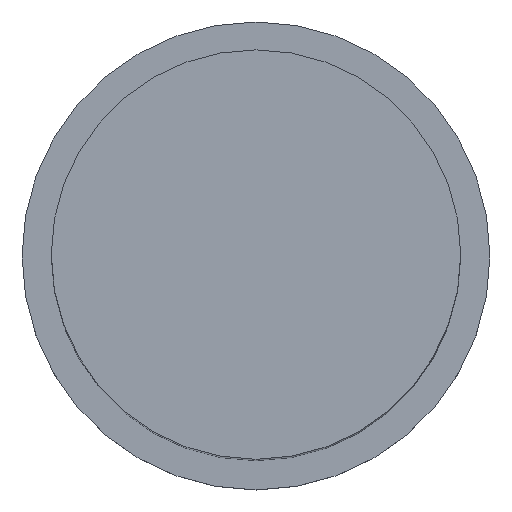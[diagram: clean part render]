
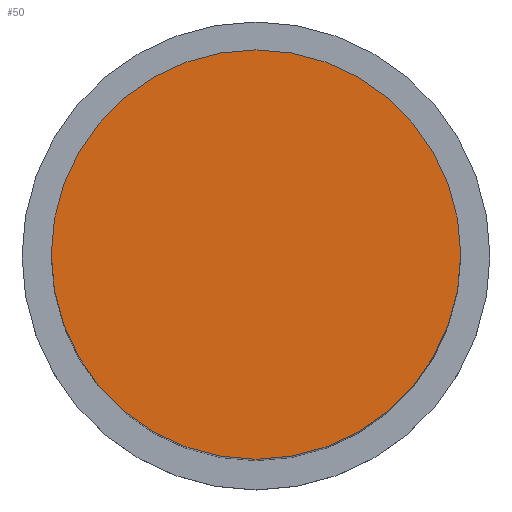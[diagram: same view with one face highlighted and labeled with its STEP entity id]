
A CAD part, top view. The second image highlights one B-rep face of the part: STEP entity #50.
In plain terms, the highlighted planar face has unit normal (0, 0, 1).
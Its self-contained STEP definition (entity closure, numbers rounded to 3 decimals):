
#50=ADVANCED_FACE('240[2]',(#129),#130,.T.);
#82=EDGE_CURVE('240[2]',#179,#179,#180,.T.);
#129=FACE_OUTER_BOUND('',#233,.T.);
#130=PLANE('',#234);
#179=VERTEX_POINT('',#362);
#180=CIRCLE('',#363,21.0);
#233=EDGE_LOOP('',(#483));
#234=AXIS2_PLACEMENT_3D('',#484,#485,#486);
#362=CARTESIAN_POINT('',(0.,21.0,80.0));
#363=AXIS2_PLACEMENT_3D('',#535,#536,#537);
#483=ORIENTED_EDGE('',*,*,#82,.F.);
#484=CARTESIAN_POINT('',(0.,10.5,80.0));
#485=DIRECTION('',(0.,0.,1.0));
#486=DIRECTION('',(1.0,0.,0.0));
#535=CARTESIAN_POINT('',(0.,0.,80.0));
#536=DIRECTION('',(0.,0.,-1.0));
#537=DIRECTION('',(0.,1.0,0.));
